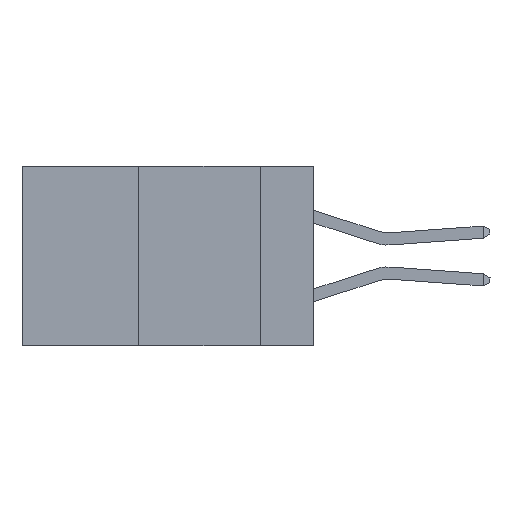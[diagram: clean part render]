
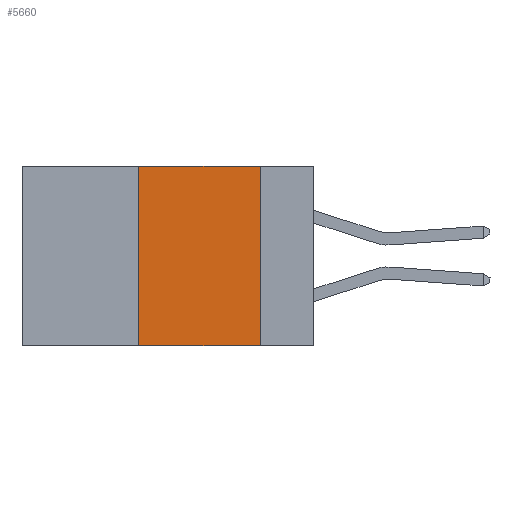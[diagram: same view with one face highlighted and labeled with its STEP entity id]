
A CAD part, left-side view. The second image highlights one B-rep face of the part: STEP entity #5660.
In plain terms, the highlighted planar face has unit normal (-1, 0, 0).
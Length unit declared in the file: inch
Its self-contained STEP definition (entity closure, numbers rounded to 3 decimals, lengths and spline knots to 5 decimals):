
#244 = DIRECTION ( 'NONE',  ( 0., 0., 1. ) ) ;
#275 = EDGE_CURVE ( 'NONE', #6592, #4302, #8228, .T. ) ;
#371 = EDGE_CURVE ( 'NONE', #8751, #4302, #2399, .T. ) ;
#728 = DIRECTION ( 'NONE',  ( 0., -1., 0. ) ) ;
#1277 = CARTESIAN_POINT ( 'NONE',  ( 0., 0.6, 0. ) ) ;
#1865 = LINE ( 'NONE', #10017, #15004 ) ;
#2399 = LINE ( 'NONE', #3635, #6236 ) ;
#3635 = CARTESIAN_POINT ( 'NONE',  ( 0., 0.11, 0. ) ) ;
#3797 = CARTESIAN_POINT ( 'NONE',  ( 0., 0.6, -0.37 ) ) ;
#3868 = CARTESIAN_POINT ( 'NONE',  ( 0., 0.36, 0. ) ) ;
#4302 = VERTEX_POINT ( 'NONE', #6123 ) ;
#4314 = CARTESIAN_POINT ( 'NONE',  ( 0., 0.6, 0. ) ) ;
#4868 = DIRECTION ( 'NONE',  ( 0., 0., -1. ) ) ;
#5660 = ADVANCED_FACE ( 'NONE', ( #5995 ), #11200, .F. ) ;
#5975 = DIRECTION ( 'NONE',  ( 0., -1., 0. ) ) ;
#5984 = ORIENTED_EDGE ( 'NONE', *, *, #10256, .F. ) ;
#5995 = FACE_OUTER_BOUND ( 'NONE', #19433, .T. ) ;
#6123 = CARTESIAN_POINT ( 'NONE',  ( 0., 0.11, -0.37 ) ) ;
#6236 = VECTOR ( 'NONE', #14134, 39.37008 ) ;
#6390 = AXIS2_PLACEMENT_3D ( 'NONE', #1277, #20599, #4868 ) ;
#6505 = ORIENTED_EDGE ( 'NONE', *, *, #275, .T. ) ;
#6592 = VERTEX_POINT ( 'NONE', #11997 ) ;
#6888 = EDGE_CURVE ( 'NONE', #11404, #8751, #16894, .T. ) ;
#8185 = VECTOR ( 'NONE', #5975, 39.37008 ) ;
#8228 = LINE ( 'NONE', #3797, #16465 ) ;
#8751 = VERTEX_POINT ( 'NONE', #9941 ) ;
#9240 = ORIENTED_EDGE ( 'NONE', *, *, #371, .F. ) ;
#9941 = CARTESIAN_POINT ( 'NONE',  ( 0., 0.11, 0. ) ) ;
#10017 = CARTESIAN_POINT ( 'NONE',  ( 0., 0.36, 0. ) ) ;
#10256 = EDGE_CURVE ( 'NONE', #6592, #11404, #1865, .T. ) ;
#11200 = PLANE ( 'NONE',  #6390 ) ;
#11404 = VERTEX_POINT ( 'NONE', #3868 ) ;
#11997 = CARTESIAN_POINT ( 'NONE',  ( 0., 0.36, -0.37 ) ) ;
#14134 = DIRECTION ( 'NONE',  ( 0., 0., -1. ) ) ;
#15004 = VECTOR ( 'NONE', #244, 39.37008 ) ;
#16465 = VECTOR ( 'NONE', #728, 39.37008 ) ;
#16894 = LINE ( 'NONE', #4314, #8185 ) ;
#18342 = ORIENTED_EDGE ( 'NONE', *, *, #6888, .F. ) ;
#19433 = EDGE_LOOP ( 'NONE', ( #9240, #18342, #5984, #6505 ) ) ;
#20599 = DIRECTION ( 'NONE',  ( 1., 0., 0. ) ) ;
